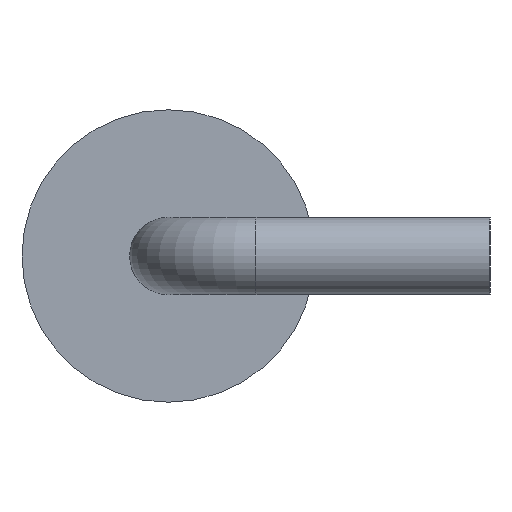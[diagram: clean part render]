
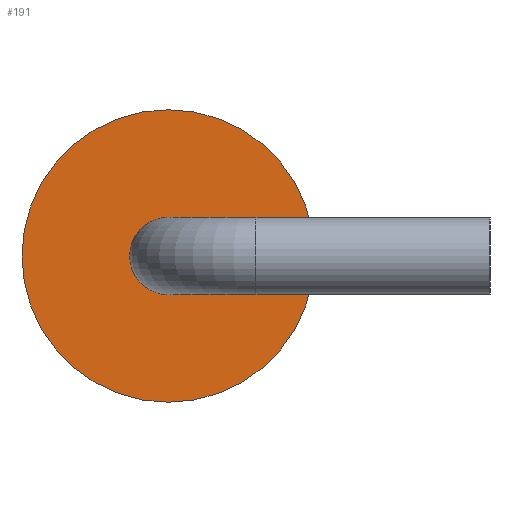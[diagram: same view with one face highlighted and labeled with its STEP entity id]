
A CAD part, left-side view. The second image highlights one B-rep face of the part: STEP entity #191.
In plain terms, the highlighted planar face has unit normal (-1, 0, 0).
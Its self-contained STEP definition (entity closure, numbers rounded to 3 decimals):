
#23=PLANE('',#236);
#37=FACE_OUTER_BOUND('',#50,.T.);
#50=EDGE_LOOP('',(#164,#165));
#79=CIRCLE('',#234,2.5);
#80=CIRCLE('',#235,2.5);
#97=VERTEX_POINT('',#356);
#98=VERTEX_POINT('',#358);
#121=EDGE_CURVE('',#98,#97,#79,.T.);
#122=EDGE_CURVE('',#97,#98,#80,.T.);
#164=ORIENTED_EDGE('',*,*,#121,.T.);
#165=ORIENTED_EDGE('',*,*,#122,.T.);
#191=ADVANCED_FACE('',(#37),#23,.T.);
#234=AXIS2_PLACEMENT_3D('',#359,#295,#296);
#235=AXIS2_PLACEMENT_3D('',#360,#297,#298);
#236=AXIS2_PLACEMENT_3D('',#361,#299,#300);
#295=DIRECTION('center_axis',(-1.,0.,0.));
#296=DIRECTION('ref_axis',(0.,0.,-1.));
#297=DIRECTION('center_axis',(-1.,0.,0.));
#298=DIRECTION('ref_axis',(0.,0.,-1.));
#299=DIRECTION('center_axis',(-1.,0.,0.));
#300=DIRECTION('ref_axis',(0.,0.,1.));
#356=CARTESIAN_POINT('',(-4.75,3.5,2.541));
#358=CARTESIAN_POINT('',(-4.75,3.5,-2.459));
#359=CARTESIAN_POINT('Origin',(-4.75,3.5,0.041));
#360=CARTESIAN_POINT('Origin',(-4.75,3.5,0.041));
#361=CARTESIAN_POINT('Origin',(-4.75,3.5,0.041));
